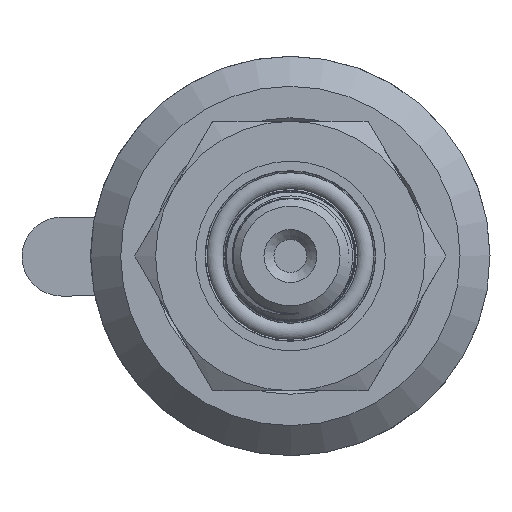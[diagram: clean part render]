
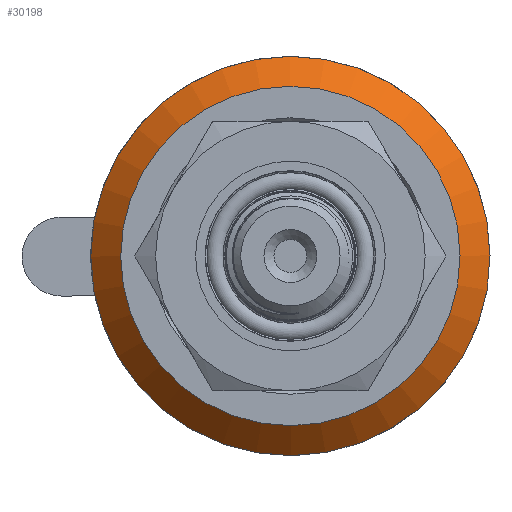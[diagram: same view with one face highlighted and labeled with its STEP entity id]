
A CAD part, left-side view. The second image highlights one B-rep face of the part: STEP entity #30198.
In plain terms, the highlighted conical face has half-angle 45 degrees and reference radius 18.5 mm.
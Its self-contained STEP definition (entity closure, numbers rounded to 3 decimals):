
#1687=CONICAL_SURFACE('',#31929,18.5,0.785);
#2313=FACE_OUTER_BOUND('',#4037,.T.);
#4037=EDGE_LOOP('',(#23301,#23302,#23303,#23304));
#5450=CIRCLE('',#31928,20.);
#5451=CIRCLE('',#31930,17.);
#7425=LINE('',#59139,#10368);
#10368=VECTOR('',#35242,18.5);
#13674=VERTEX_POINT('',#59134);
#13675=VERTEX_POINT('',#59138);
#17215=EDGE_CURVE('',#13674,#13674,#5450,.T.);
#17216=EDGE_CURVE('',#13674,#13675,#7425,.T.);
#17217=EDGE_CURVE('',#13675,#13675,#5451,.T.);
#23301=ORIENTED_EDGE('',*,*,#17215,.F.);
#23302=ORIENTED_EDGE('',*,*,#17216,.T.);
#23303=ORIENTED_EDGE('',*,*,#17217,.T.);
#23304=ORIENTED_EDGE('',*,*,#17216,.F.);
#30198=ADVANCED_FACE('',(#2313),#1687,.T.);
#31928=AXIS2_PLACEMENT_3D('',#59136,#35238,#35239);
#31929=AXIS2_PLACEMENT_3D('',#59137,#35240,#35241);
#31930=AXIS2_PLACEMENT_3D('',#59140,#35243,#35244);
#35238=DIRECTION('center_axis',(-1.,0.,0.));
#35239=DIRECTION('ref_axis',(0.,0.,
-1.));
#35240=DIRECTION('center_axis',(-1.,0.,0.));
#35241=DIRECTION('ref_axis',(0.,-1.,0.));
#35242=DIRECTION('',(0.707,-0.707,0.));
#35243=DIRECTION('center_axis',(-1.,0.,0.));
#35244=DIRECTION('ref_axis',(0.,0.,
-1.));
#59134=CARTESIAN_POINT('',(21.,20.,0.));
#59136=CARTESIAN_POINT('Origin',(21.,0.,0.));
#59137=CARTESIAN_POINT('Origin',(22.5,0.,0.));
#59138=CARTESIAN_POINT('',(24.,17.,0.));
#59139=CARTESIAN_POINT('',(22.5,18.5,0.));
#59140=CARTESIAN_POINT('Origin',(24.,0.,0.));
